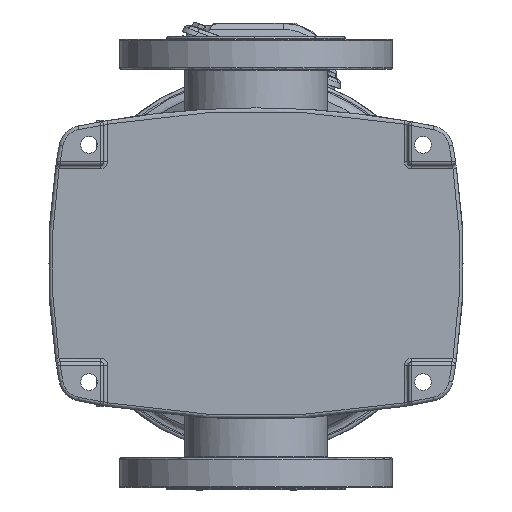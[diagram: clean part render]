
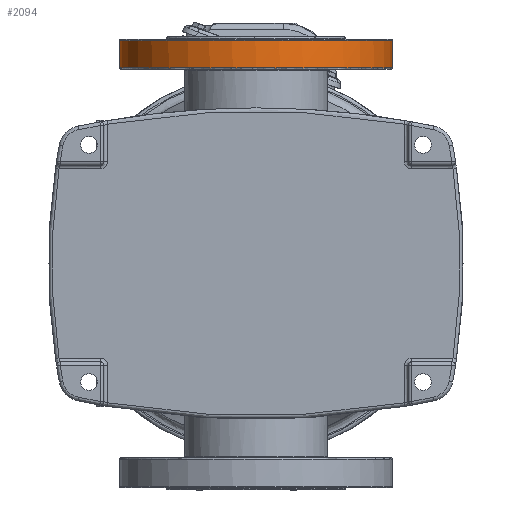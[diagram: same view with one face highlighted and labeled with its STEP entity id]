
A CAD part, front view. The second image highlights one B-rep face of the part: STEP entity #2094.
In plain terms, the highlighted cylindrical face has radius 114.3 mm (diameter 228.6 mm), a partial arc.
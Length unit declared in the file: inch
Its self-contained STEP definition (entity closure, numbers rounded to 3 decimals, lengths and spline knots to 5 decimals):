
#2094 = ADVANCED_FACE ( 'NONE', ( #36040 ), #112897, .T. ) ;
#4713 = EDGE_CURVE ( 'NONE', #14770, #21817, #101899, .T. ) ;
#6492 = VECTOR ( 'NONE', #47706, 39.37008 ) ;
#7828 = CARTESIAN_POINT ( 'NONE',  ( -4.49987, 5.47702, 6.45669 ) ) ;
#8384 = CARTESIAN_POINT ( 'NONE',  ( 0., 5.51181, 7.3622 ) ) ;
#9176 = DIRECTION ( 'NONE',  ( 0., 0., -1. ) ) ;
#10103 = ORIENTED_EDGE ( 'NONE', *, *, #41240, .F. ) ;
#13948 = DIRECTION ( 'NONE',  ( -1., 0., 0. ) ) ;
#14742 = CARTESIAN_POINT ( 'NONE',  ( 0., 5.51181, 7.40157 ) ) ;
#14770 = VERTEX_POINT ( 'NONE', #64262 ) ;
#21817 = VERTEX_POINT ( 'NONE', #7828 ) ;
#23065 = EDGE_CURVE ( 'NONE', #63246, #14770, #101716, .T. ) ;
#24765 = CARTESIAN_POINT ( 'NONE',  ( -4.5, 5.51181, 7.40157 ) ) ;
#26767 = CARTESIAN_POINT ( 'NONE',  ( 4.5, 5.51181, 7.3622 ) ) ;
#29077 = DIRECTION ( 'NONE',  ( 1., 0.008, 0. ) ) ;
#30268 = VERTEX_POINT ( 'NONE', #139601 ) ;
#35271 = DIRECTION ( 'NONE',  ( -1., 0., 0. ) ) ;
#36040 = FACE_OUTER_BOUND ( 'NONE', #50420, .T. ) ;
#36126 = CIRCLE ( 'NONE', #75199, 4.5 ) ;
#36625 = CARTESIAN_POINT ( 'NONE',  ( 0., 5.51181, 7.3622 ) ) ;
#41240 = EDGE_CURVE ( 'NONE', #21817, #30268, #74290, .T. ) ;
#41931 = AXIS2_PLACEMENT_3D ( 'NONE', #14742, #115315, #13948 ) ;
#44452 = ORIENTED_EDGE ( 'NONE', *, *, #4713, .F. ) ;
#47706 = DIRECTION ( 'NONE',  ( 0., 0., -1. ) ) ;
#48012 = AXIS2_PLACEMENT_3D ( 'NONE', #139646, #127345, #111833 ) ;
#50420 = EDGE_LOOP ( 'NONE', ( #78273, #107992, #98530, #140793, #10103, #44452 ) ) ;
#51893 = CIRCLE ( 'NONE', #143387, 4.5 ) ;
#55825 = EDGE_CURVE ( 'NONE', #108872, #30268, #60765, .T. ) ;
#60765 = LINE ( 'NONE', #24765, #6492 ) ;
#63246 = VERTEX_POINT ( 'NONE', #26767 ) ;
#64262 = CARTESIAN_POINT ( 'NONE',  ( 4.5, 5.51181, 6.45669 ) ) ;
#72621 = DIRECTION ( 'NONE',  ( -1., 0., 0. ) ) ;
#74290 = CIRCLE ( 'NONE', #108299, 4.5 ) ;
#75199 = AXIS2_PLACEMENT_3D ( 'NONE', #8384, #9176, #35271 ) ;
#77965 = DIRECTION ( 'NONE',  ( 0., 0., -1. ) ) ;
#78273 = ORIENTED_EDGE ( 'NONE', *, *, #23065, .F. ) ;
#85665 = DIRECTION ( 'NONE',  ( 0., 0., -1. ) ) ;
#88001 = VERTEX_POINT ( 'NONE', #133041 ) ;
#88621 = CARTESIAN_POINT ( 'NONE',  ( 4.5, 5.51181, 7.40157 ) ) ;
#91212 = DIRECTION ( 'NONE',  ( 0., 0., -1. ) ) ;
#98530 = ORIENTED_EDGE ( 'NONE', *, *, #147764, .T. ) ;
#101716 = LINE ( 'NONE', #88621, #106800 ) ;
#101899 = CIRCLE ( 'NONE', #48012, 4.5 ) ;
#106800 = VECTOR ( 'NONE', #77965, 39.37008 ) ;
#107992 = ORIENTED_EDGE ( 'NONE', *, *, #157212, .T. ) ;
#108299 = AXIS2_PLACEMENT_3D ( 'NONE', #128886, #91212, #29077 ) ;
#108872 = VERTEX_POINT ( 'NONE', #143240 ) ;
#111833 = DIRECTION ( 'NONE',  ( 1., 0.008, 0. ) ) ;
#112897 = CYLINDRICAL_SURFACE ( 'NONE', #41931, 4.5 ) ;
#115315 = DIRECTION ( 'NONE',  ( 0., 0., -1. ) ) ;
#127345 = DIRECTION ( 'NONE',  ( 0., 0., -1. ) ) ;
#128886 = CARTESIAN_POINT ( 'NONE',  ( 0., 5.51181, 6.45669 ) ) ;
#133041 = CARTESIAN_POINT ( 'NONE',  ( 4.49973, 5.46239, 7.3622 ) ) ;
#139601 = CARTESIAN_POINT ( 'NONE',  ( -4.5, 5.51181, 6.45669 ) ) ;
#139646 = CARTESIAN_POINT ( 'NONE',  ( 0., 5.51181, 6.45669 ) ) ;
#140793 = ORIENTED_EDGE ( 'NONE', *, *, #55825, .T. ) ;
#143240 = CARTESIAN_POINT ( 'NONE',  ( -4.5, 5.51181, 7.3622 ) ) ;
#143387 = AXIS2_PLACEMENT_3D ( 'NONE', #36625, #85665, #72621 ) ;
#147764 = EDGE_CURVE ( 'NONE', #88001, #108872, #36126, .T. ) ;
#157212 = EDGE_CURVE ( 'NONE', #63246, #88001, #51893, .T. ) ;
